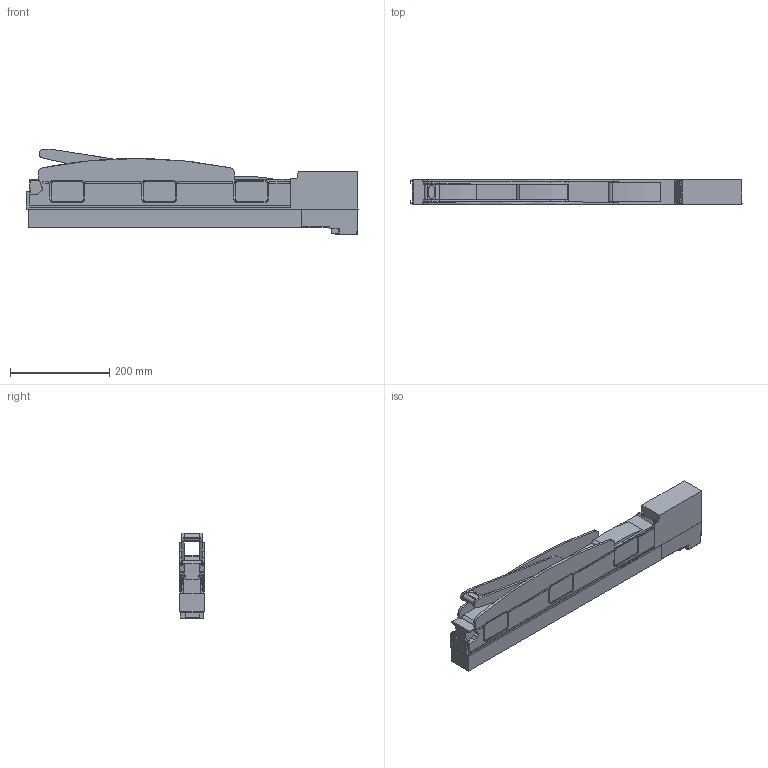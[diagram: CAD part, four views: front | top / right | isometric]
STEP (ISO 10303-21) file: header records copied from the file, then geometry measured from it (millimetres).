
FILE_DESCRIPTION (( 'STEP AP214' ), '1' );
FILE_NAME ('DNH18-160 3L JH3D.STEP', '2026-01-12T11:05:40', ( '' ), ( '' ), 'SwSTEP 2.0', 'SolidWorks 2022', '' );
FILE_SCHEMA (( 'AUTOMOTIVE_DESIGN' ));
Length unit declared in the file: millimetre
Products named in the file (1): DNH18-160 3L JH3D
Bounding box: 668.2 x 50 x 172.1 mm (x, y, z)
Volume: 3035054.2 mm3; surface area: 349225 mm2
Topology: 1 solids, 8 shells, 1377 faces, 3773 edges, 2440 vertices
Faces by surface type: plane 837, cylinder 427, bspline 65, sphere 20, cone 14, torus 14
Entity records: 64327 total; most frequent: CARTESIAN_POINT 15666, ORIENTED_EDGE 7528, DIRECTION 6275, EDGE_CURVE 3764, VERTEX_POINT 2440, LINE 2367, VECTOR 2367, AXIS2_PLACEMENT_3D 1954
